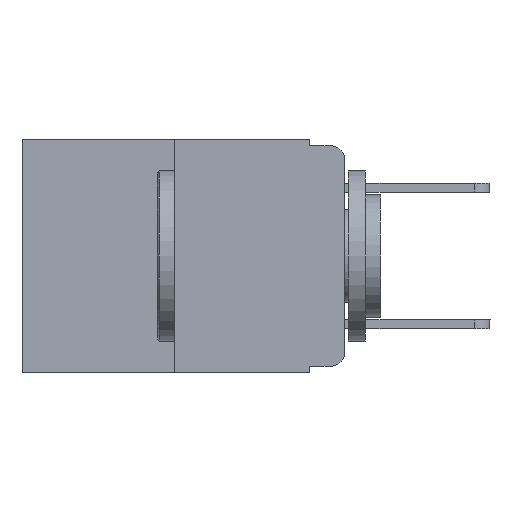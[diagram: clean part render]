
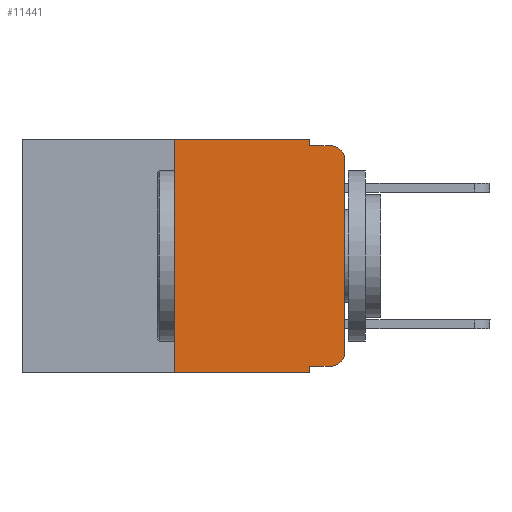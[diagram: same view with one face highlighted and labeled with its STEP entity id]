
A CAD part, left-side view. The second image highlights one B-rep face of the part: STEP entity #11441.
In plain terms, the highlighted planar face has unit normal (-1, 0, 0).
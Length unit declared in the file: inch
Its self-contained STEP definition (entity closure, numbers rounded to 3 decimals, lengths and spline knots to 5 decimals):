
#40 = CARTESIAN_POINT ( 'NONE',  ( 0., 0.25, 0. ) ) ;
#162 = VECTOR ( 'NONE', #8983, 39.37008 ) ;
#530 = DIRECTION ( 'NONE',  ( 0., -1., 0. ) ) ;
#673 = EDGE_CURVE ( 'NONE', #2698, #8213, #13920, .T. ) ;
#724 = ORIENTED_EDGE ( 'NONE', *, *, #11409, .F. ) ;
#1006 = LINE ( 'NONE', #11195, #9591 ) ;
#1275 = CARTESIAN_POINT ( 'NONE',  ( 0., 0.02, -0.03 ) ) ;
#1416 = CARTESIAN_POINT ( 'NONE',  ( 0., 0.02, -0.333 ) ) ;
#1522 = CARTESIAN_POINT ( 'NONE',  ( 0., 0.051, -0.333 ) ) ;
#1783 = VECTOR ( 'NONE', #9179, 39.37008 ) ;
#2244 = EDGE_CURVE ( 'NONE', #5759, #3067, #7966, .T. ) ;
#2258 = PLANE ( 'NONE',  #5320 ) ;
#2330 = CARTESIAN_POINT ( 'NONE',  ( 0., 0., -0.03 ) ) ;
#2374 = DIRECTION ( 'NONE',  ( 0., 0., -1. ) ) ;
#2462 = VERTEX_POINT ( 'NONE', #1416 ) ;
#2698 = VERTEX_POINT ( 'NONE', #3941 ) ;
#3042 = CARTESIAN_POINT ( 'NONE',  ( 0., 0.051, -0.01 ) ) ;
#3067 = VERTEX_POINT ( 'NONE', #12458 ) ;
#3282 = CARTESIAN_POINT ( 'NONE',  ( 0., 0.473, -0.343 ) ) ;
#3436 = VECTOR ( 'NONE', #530, 39.37008 ) ;
#3663 = ORIENTED_EDGE ( 'NONE', *, *, #12449, .T. ) ;
#3941 = CARTESIAN_POINT ( 'NONE',  ( 0., 0.25, -0.343 ) ) ;
#4221 = VERTEX_POINT ( 'NONE', #12432 ) ;
#4353 = ORIENTED_EDGE ( 'NONE', *, *, #12422, .T. ) ;
#4739 = EDGE_LOOP ( 'NONE', ( #4353, #12584, #6685, #724, #9302, #13666, #14031, #8706, #11449, #3663 ) ) ;
#5320 = AXIS2_PLACEMENT_3D ( 'NONE', #5435, #11175, #11119 ) ;
#5435 = CARTESIAN_POINT ( 'NONE',  ( 0., 0.473, 0. ) ) ;
#5501 = CARTESIAN_POINT ( 'NONE',  ( 0., 0.051, 0. ) ) ;
#5545 = DIRECTION ( 'NONE',  ( 0., 0., 1. ) ) ;
#5571 = LINE ( 'NONE', #9033, #162 ) ;
#5759 = VERTEX_POINT ( 'NONE', #3042 ) ;
#5821 = CARTESIAN_POINT ( 'NONE',  ( 0., 0.051, 0. ) ) ;
#5829 = VECTOR ( 'NONE', #13497, 39.37008 ) ;
#5907 = VERTEX_POINT ( 'NONE', #5501 ) ;
#6435 = CIRCLE ( 'NONE', #9104, 0.02 ) ;
#6685 = ORIENTED_EDGE ( 'NONE', *, *, #2244, .F. ) ;
#6782 = DIRECTION ( 'NONE',  ( -1., 0., 0. ) ) ;
#6955 = DIRECTION ( 'NONE',  ( 0., 0., -1. ) ) ;
#6985 = EDGE_CURVE ( 'NONE', #4221, #13033, #7732, .T. ) ;
#7306 = CARTESIAN_POINT ( 'NONE',  ( 0., 0.473, 0. ) ) ;
#7652 = CARTESIAN_POINT ( 'NONE',  ( 0., 0.051, -0.343 ) ) ;
#7732 = LINE ( 'NONE', #5821, #1783 ) ;
#7816 = LINE ( 'NONE', #1522, #3436 ) ;
#7966 = LINE ( 'NONE', #12332, #5829 ) ;
#8034 = CARTESIAN_POINT ( 'NONE',  ( 0., 0., -0.313 ) ) ;
#8213 = VERTEX_POINT ( 'NONE', #40 ) ;
#8706 = ORIENTED_EDGE ( 'NONE', *, *, #6985, .F. ) ;
#8983 = DIRECTION ( 'NONE',  ( 0., 0., -1. ) ) ;
#9033 = CARTESIAN_POINT ( 'NONE',  ( 0., 0.051, 0. ) ) ;
#9104 = AXIS2_PLACEMENT_3D ( 'NONE', #1275, #11443, #6955 ) ;
#9179 = DIRECTION ( 'NONE',  ( 0., 0., -1. ) ) ;
#9261 = VECTOR ( 'NONE', #9266, 39.37008 ) ;
#9266 = DIRECTION ( 'NONE',  ( 0., 0., 1. ) ) ;
#9294 = AXIS2_PLACEMENT_3D ( 'NONE', #10139, #6782, #2374 ) ;
#9302 = ORIENTED_EDGE ( 'NONE', *, *, #12772, .F. ) ;
#9591 = VECTOR ( 'NONE', #5545, 39.37008 ) ;
#9765 = CIRCLE ( 'NONE', #9294, 0.02 ) ;
#10139 = CARTESIAN_POINT ( 'NONE',  ( 0., 0.02, -0.313 ) ) ;
#10307 = LINE ( 'NONE', #7306, #10828 ) ;
#10828 = VECTOR ( 'NONE', #14162, 39.37008 ) ;
#11119 = DIRECTION ( 'NONE',  ( 0., 0., -1. ) ) ;
#11168 = DIRECTION ( 'NONE',  ( 0., -1., 0. ) ) ;
#11175 = DIRECTION ( 'NONE',  ( 1., 0., 0. ) ) ;
#11195 = CARTESIAN_POINT ( 'NONE',  ( 0., 0., 0. ) ) ;
#11409 = EDGE_CURVE ( 'NONE', #5907, #5759, #5571, .T. ) ;
#11441 = ADVANCED_FACE ( 'NONE', ( #14307 ), #2258, .F. ) ;
#11443 = DIRECTION ( 'NONE',  ( -1., 0., 0. ) ) ;
#11449 = ORIENTED_EDGE ( 'NONE', *, *, #13345, .T. ) ;
#11533 = CARTESIAN_POINT ( 'NONE',  ( 0., 0.25, 0. ) ) ;
#11623 = EDGE_CURVE ( 'NONE', #12445, #3067, #6435, .T. ) ;
#12332 = CARTESIAN_POINT ( 'NONE',  ( 0., 0.051, -0.01 ) ) ;
#12422 = EDGE_CURVE ( 'NONE', #14641, #12445, #1006, .T. ) ;
#12432 = CARTESIAN_POINT ( 'NONE',  ( 0., 0.051, -0.333 ) ) ;
#12445 = VERTEX_POINT ( 'NONE', #2330 ) ;
#12449 = EDGE_CURVE ( 'NONE', #2462, #14641, #9765, .T. ) ;
#12458 = CARTESIAN_POINT ( 'NONE',  ( 0., 0.02, -0.01 ) ) ;
#12584 = ORIENTED_EDGE ( 'NONE', *, *, #11623, .T. ) ;
#12772 = EDGE_CURVE ( 'NONE', #8213, #5907, #10307, .T. ) ;
#13033 = VERTEX_POINT ( 'NONE', #7652 ) ;
#13345 = EDGE_CURVE ( 'NONE', #4221, #2462, #7816, .T. ) ;
#13497 = DIRECTION ( 'NONE',  ( 0., -1., 0. ) ) ;
#13547 = LINE ( 'NONE', #3282, #14419 ) ;
#13588 = EDGE_CURVE ( 'NONE', #2698, #13033, #13547, .T. ) ;
#13666 = ORIENTED_EDGE ( 'NONE', *, *, #673, .F. ) ;
#13920 = LINE ( 'NONE', #11533, #9261 ) ;
#14031 = ORIENTED_EDGE ( 'NONE', *, *, #13588, .T. ) ;
#14162 = DIRECTION ( 'NONE',  ( 0., -1., 0. ) ) ;
#14307 = FACE_OUTER_BOUND ( 'NONE', #4739, .T. ) ;
#14419 = VECTOR ( 'NONE', #11168, 39.37008 ) ;
#14641 = VERTEX_POINT ( 'NONE', #8034 ) ;
